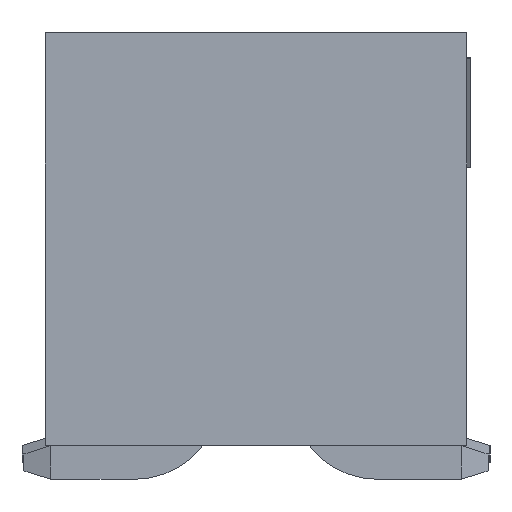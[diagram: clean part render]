
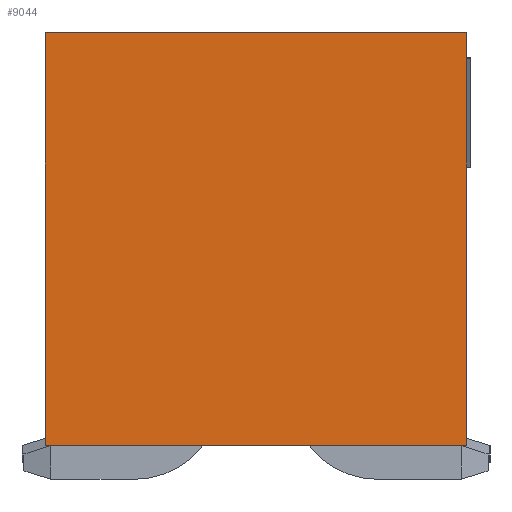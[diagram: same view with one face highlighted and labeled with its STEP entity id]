
A CAD part, left-side view. The second image highlights one B-rep face of the part: STEP entity #9044.
In plain terms, the highlighted planar face has unit normal (-1, 0, 0).
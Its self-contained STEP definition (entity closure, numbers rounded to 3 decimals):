
#1327=ORIENTED_EDGE('',*,*,#2616,.F.);
#1328=ORIENTED_EDGE('',*,*,#2596,.F.);
#1329=ORIENTED_EDGE('',*,*,#2105,.T.);
#1330=ORIENTED_EDGE('',*,*,#2788,.T.);
#2105=EDGE_CURVE('',#3086,#3085,#3717,.T.);
#2596=EDGE_CURVE('',#3086,#3430,#4208,.T.);
#2616=EDGE_CURVE('',#3430,#3437,#4228,.T.);
#2788=EDGE_CURVE('',#3085,#3437,#4400,.T.);
#3085=VERTEX_POINT('',#11275);
#3086=VERTEX_POINT('',#11277);
#3430=VERTEX_POINT('',#12245);
#3437=VERTEX_POINT('',#12273);
#3717=LINE('',#11276,#4693);
#4208=LINE('',#12244,#5184);
#4228=LINE('',#12272,#5204);
#4400=LINE('',#12614,#5376);
#4693=VECTOR('',#9574,1000.);
#5184=VECTOR('',#10331,1000.);
#5204=VECTOR('',#10353,1000.);
#5376=VECTOR('',#10613,1000.);
#5866=EDGE_LOOP('',(#1327,#1328,#1329,#1330));
#6220=FACE_BOUND('',#5866,.T.);
#6547=PLANE('',#9382);
#9044=ADVANCED_FACE('',(#6220),#6547,.T.);
#9382=AXIS2_PLACEMENT_3D('',#12615,#10614,#10615);
#9574=DIRECTION('',(0.,0.,1.));
#10331=DIRECTION('',(0.,1.,0.));
#10353=DIRECTION('',(0.,0.,1.));
#10613=DIRECTION('',(0.,1.,0.));
#10614=DIRECTION('',(-1.,0.,0.));
#10615=DIRECTION('',(0.,0.,1.));
#11275=CARTESIAN_POINT('',(-11.43,-2.5,2.45));
#11276=CARTESIAN_POINT('',(-11.43,-2.5,-2.45));
#11277=CARTESIAN_POINT('',(-11.43,-2.5,-2.45));
#12244=CARTESIAN_POINT('',(-11.43,-2.5,-2.45));
#12245=CARTESIAN_POINT('',(-11.43,2.5,-2.45));
#12272=CARTESIAN_POINT('',(-11.43,2.5,-2.45));
#12273=CARTESIAN_POINT('',(-11.43,2.5,2.45));
#12614=CARTESIAN_POINT('',(-11.43,-2.5,2.45));
#12615=CARTESIAN_POINT('',(-11.43,-2.5,-2.45));
